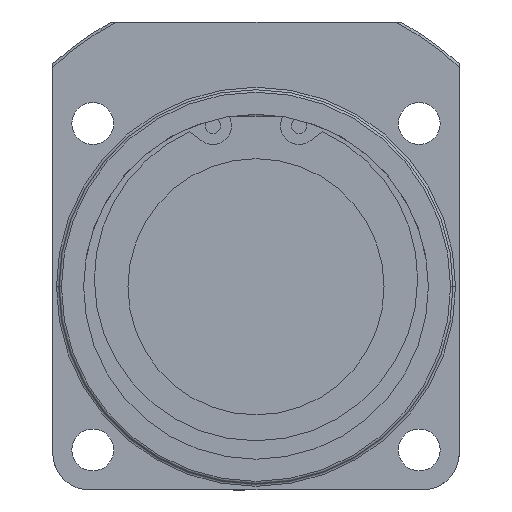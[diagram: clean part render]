
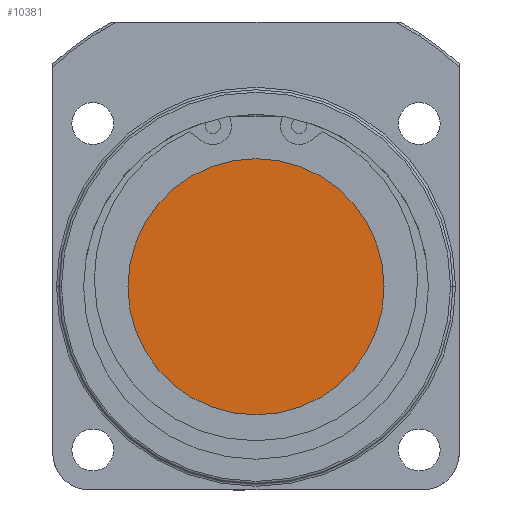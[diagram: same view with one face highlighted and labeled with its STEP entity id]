
A CAD part, front view. The second image highlights one B-rep face of the part: STEP entity #10381.
In plain terms, the highlighted planar face has unit normal (0, -1, 0).
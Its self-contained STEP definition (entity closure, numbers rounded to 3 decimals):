
#179 = CARTESIAN_POINT ( 'NONE',  ( 0., -108.2, 0. ) ) ;
#180 = DIRECTION ( 'NONE',  ( 0., -1., 0. ) ) ;
#181 = DIRECTION ( 'NONE',  ( 1., 0., 0. ) ) ;
#1586 = EDGE_LOOP ( 'NONE', ( #6737, #6738 ) ) ;
#1974 = CARTESIAN_POINT ( 'NONE',  ( -20.8, -108.2, 0. ) ) ;
#1975 = CARTESIAN_POINT ( 'NONE',  ( 20.8, -108.2, 0. ) ) ;
#3467 = PLANE ( 'NONE',  #4596 ) ;
#3468 = CARTESIAN_POINT ( 'NONE',  ( 0., -108.2, 0. ) ) ;
#3469 = DIRECTION ( 'NONE',  ( 0., -1., 0. ) ) ;
#3470 = DIRECTION ( 'NONE',  ( 1., 0., 0. ) ) ;
#3702 = CARTESIAN_POINT ( 'NONE',  ( 0., -108.2, 0. ) ) ;
#3703 = DIRECTION ( 'NONE',  ( 0., -1., 0. ) ) ;
#3704 = DIRECTION ( 'NONE',  ( 1., 0., 0. ) ) ;
#4591 = FACE_OUTER_BOUND ( 'NONE', #1586, .T. ) ;
#4596 = AXIS2_PLACEMENT_3D ( 'NONE', #3468, #3469, #3470 ) ;
#4652 = AXIS2_PLACEMENT_3D ( 'NONE', #3702, #3703, #3704 ) ;
#6046 = CIRCLE ( 'NONE', #4652, 20.8 ) ;
#6595 = AXIS2_PLACEMENT_3D ( 'NONE', #179, #180, #181 ) ;
#6737 = ORIENTED_EDGE ( 'NONE', *, *, #9312, .T. ) ;
#6738 = ORIENTED_EDGE ( 'NONE', *, *, #10436, .T. ) ;
#7538 = VERTEX_POINT ( 'NONE', #1974 ) ;
#7539 = VERTEX_POINT ( 'NONE', #1975 ) ;
#8716 = CIRCLE ( 'NONE', #6595, 20.8 ) ;
#9312 = EDGE_CURVE ( 'NONE', #7539, #7538, #8716, .T. ) ;
#10381 = ADVANCED_FACE ( 'NONE', ( #4591 ), #3467, .T. ) ;
#10436 = EDGE_CURVE ( 'NONE', #7538, #7539, #6046, .T. ) ;
